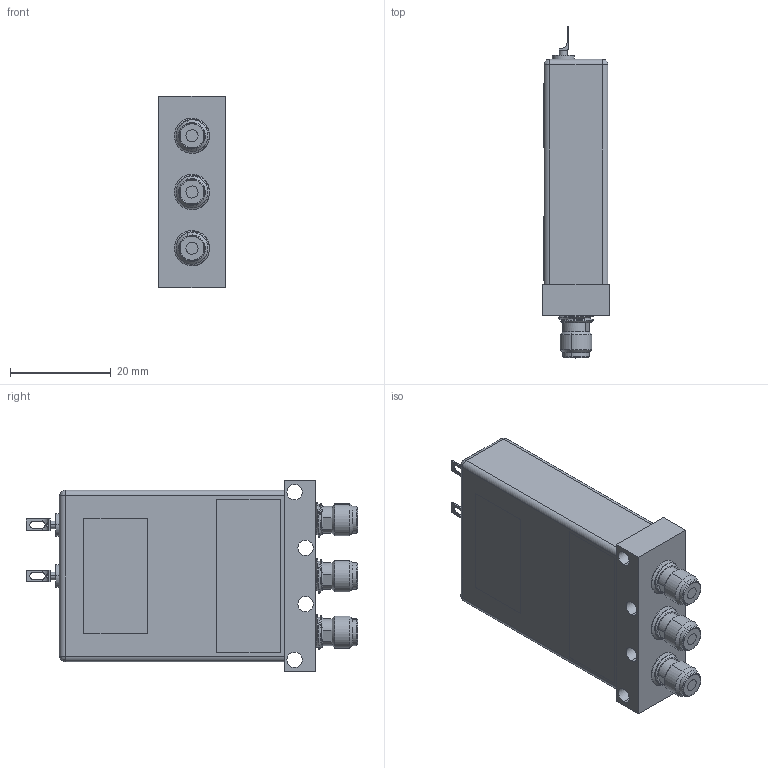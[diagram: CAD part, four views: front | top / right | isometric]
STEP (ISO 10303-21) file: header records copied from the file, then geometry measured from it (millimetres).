
FILE_DESCRIPTION (( 'STEP AP214' ), '1' );
FILE_NAME ('FMSW8010_3D.step', '2023-05-03T22:08:45', ( '' ), ( '' ), 'SwSTEP 2.0', 'SolidWorks 2022', '' );
FILE_SCHEMA (( 'AUTOMOTIVE_DESIGN' ));
Length unit declared in the file: inch
Products named in the file (5): Copy of R040691-e360_-03^FMSW8010; FMSW8010_3D; Copy of R12021001_defeature^FMSW8010; Copy of 50GCONN^FMSW8010; Copy of A12061K01-e360^FMSW8010
Assembly tree (7 placements, depth 2):
  FMSW8010_3D
    Copy of R12021001_defeature^FMSW8010
    Copy of 50GCONN^FMSW8010  x3
    Copy of R040691-e360_-03^FMSW8010  x2
    Copy of A12061K01-e360^FMSW8010
Bounding box: 13.21 x 65.92 x 38.1 mm (x, y, z)
Volume: 5772.4 mm3; surface area: 13239.5 mm2
Topology: 16 solids, 19 shells, 475 faces, 1095 edges, 673 vertices
Faces by surface type: cylinder 177, plane 170, cone 75, bspline 53
Entity records: 7732 total; most frequent: CARTESIAN_POINT 2419, DIRECTION 1102, ORIENTED_EDGE 1016, EDGE_CURVE 508, AXIS2_PLACEMENT_3D 428, VERTEX_POINT 317, EDGE_LOOP 255, VECTOR 246
